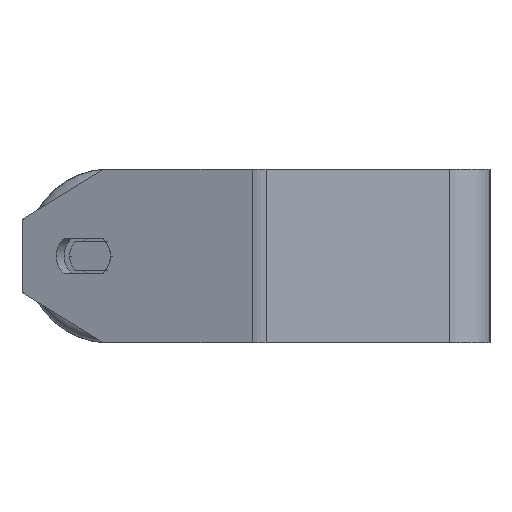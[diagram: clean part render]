
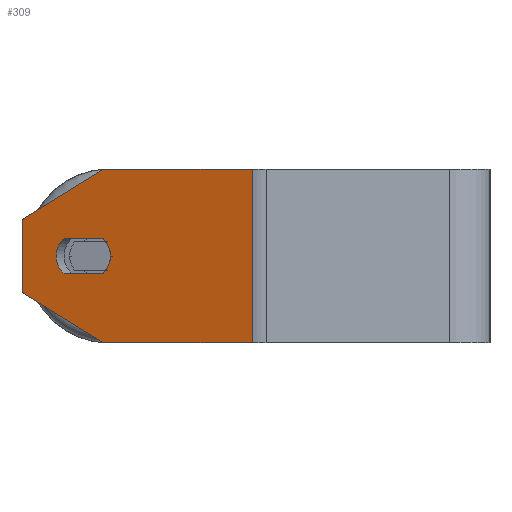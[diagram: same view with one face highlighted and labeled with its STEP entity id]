
A CAD part, left-side view. The second image highlights one B-rep face of the part: STEP entity #309.
In plain terms, the highlighted planar face has unit normal (-0.94, 0.342, 0).
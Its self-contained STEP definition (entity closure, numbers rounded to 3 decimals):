
#24 = LINE ( 'NONE', #702, #7239 ) ;
#216 = EDGE_CURVE ( 'NONE', #1697, #6350, #3153, .T. ) ;
#268 = CARTESIAN_POINT ( 'NONE',  ( -278.781, 138.084, 0. ) ) ;
#309 = ADVANCED_FACE ( 'NONE', ( #1559, #3401 ), #7287, .F. ) ;
#483 = LINE ( 'NONE', #3048, #5962 ) ;
#511 = CARTESIAN_POINT ( 'NONE',  ( -270.23, 161.576, 30. ) ) ;
#602 = VERTEX_POINT ( 'NONE', #8456 ) ;
#613 = ORIENTED_EDGE ( 'NONE', *, *, #6588, .F. ) ;
#632 = DIRECTION ( 'NONE',  ( -0.342, -0.94, 0. ) ) ;
#702 = CARTESIAN_POINT ( 'NONE',  ( -280.32, 133.855, 6. ) ) ;
#705 = DIRECTION ( 'NONE',  ( 0., 0., -1. ) ) ;
#947 = CARTESIAN_POINT ( 'NONE',  ( -270.23, 161.576, -30. ) ) ;
#986 = VERTEX_POINT ( 'NONE', #5700 ) ;
#1070 = DIRECTION ( 'NONE',  ( -0.342, -0.94, 0. ) ) ;
#1174 = DIRECTION ( 'NONE',  ( 0., 0., -1. ) ) ;
#1235 = LINE ( 'NONE', #511, #1461 ) ;
#1264 = CARTESIAN_POINT ( 'NONE',  ( -299.156, 82.105, 30. ) ) ;
#1354 = CARTESIAN_POINT ( 'NONE',  ( -280.32, 133.855, -6. ) ) ;
#1444 = CIRCLE ( 'NONE', #7467, 7.5 ) ;
#1461 = VECTOR ( 'NONE', #632, 1000. ) ;
#1465 = CIRCLE ( 'NONE', #3358, 7.5 ) ;
#1559 = FACE_BOUND ( 'NONE', #8140, .T. ) ;
#1568 = EDGE_CURVE ( 'NONE', #5642, #602, #1444, .T. ) ;
#1569 = DIRECTION ( 'NONE',  ( 0.342, 0.94, 0. ) ) ;
#1657 = ORIENTED_EDGE ( 'NONE', *, *, #216, .F. ) ;
#1697 = VERTEX_POINT ( 'NONE', #4780 ) ;
#1716 = EDGE_CURVE ( 'NONE', #7366, #7388, #7648, .T. ) ;
#1980 = EDGE_CURVE ( 'NONE', #3899, #986, #6648, .T. ) ;
#2209 = DIRECTION ( 'NONE',  ( 0.342, 0.94, 0. ) ) ;
#2213 = DIRECTION ( 'NONE',  ( 0.296, 0.814, -0.5 ) ) ;
#2419 = CARTESIAN_POINT ( 'NONE',  ( -299.156, 82.105, -30. ) ) ;
#2466 = LINE ( 'NONE', #7082, #3100 ) ;
#2549 = EDGE_CURVE ( 'NONE', #3274, #1697, #1235, .T. ) ;
#2933 = EDGE_CURVE ( 'NONE', #3274, #6474, #483, .T. ) ;
#3048 = CARTESIAN_POINT ( 'NONE',  ( -270.23, 161.576, 12.679 ) ) ;
#3065 = DIRECTION ( 'NONE',  ( -0.296, -0.814, -0.5 ) ) ;
#3098 = VECTOR ( 'NONE', #3065, 1000. ) ;
#3100 = VECTOR ( 'NONE', #1174, 1000. ) ;
#3153 = LINE ( 'NONE', #1264, #6354 ) ;
#3194 = EDGE_CURVE ( 'NONE', #986, #5787, #1465, .T. ) ;
#3274 = VERTEX_POINT ( 'NONE', #6259 ) ;
#3327 = CARTESIAN_POINT ( 'NONE',  ( -277.071, 142.782, 0. ) ) ;
#3358 = AXIS2_PLACEMENT_3D ( 'NONE', #268, #4836, #6719 ) ;
#3401 = FACE_OUTER_BOUND ( 'NONE', #4533, .T. ) ;
#3407 = DIRECTION ( 'NONE',  ( -0.342, -0.94, 0. ) ) ;
#3428 = DIRECTION ( 'NONE',  ( -0.342, -0.94, 0. ) ) ;
#3561 = ORIENTED_EDGE ( 'NONE', *, *, #1716, .T. ) ;
#3789 = VECTOR ( 'NONE', #3407, 1000. ) ;
#3899 = VERTEX_POINT ( 'NONE', #1354 ) ;
#3968 = VECTOR ( 'NONE', #3428, 1000. ) ;
#4174 = EDGE_CURVE ( 'NONE', #6474, #7366, #2466, .T. ) ;
#4287 = CARTESIAN_POINT ( 'NONE',  ( -275.532, 147.011, 6. ) ) ;
#4533 = EDGE_LOOP ( 'NONE', ( #5158, #3561, #5857, #1657, #5600, #7579 ) ) ;
#4602 = AXIS2_PLACEMENT_3D ( 'NONE', #6310, #5621, #1070 ) ;
#4650 = LINE ( 'NONE', #6582, #3789 ) ;
#4661 = EDGE_CURVE ( 'NONE', #602, #3899, #4650, .T. ) ;
#4780 = CARTESIAN_POINT ( 'NONE',  ( -299.156, 82.105, 30. ) ) ;
#4836 = DIRECTION ( 'NONE',  ( -0.94, 0.342, 0. ) ) ;
#5158 = ORIENTED_EDGE ( 'NONE', *, *, #4174, .T. ) ;
#5260 = CARTESIAN_POINT ( 'NONE',  ( -270.23, 161.576, -12.679 ) ) ;
#5327 = DIRECTION ( 'NONE',  ( 0.342, 0.94, 0. ) ) ;
#5405 = ORIENTED_EDGE ( 'NONE', *, *, #4661, .F. ) ;
#5478 = ORIENTED_EDGE ( 'NONE', *, *, #1568, .F. ) ;
#5600 = ORIENTED_EDGE ( 'NONE', *, *, #2549, .F. ) ;
#5621 = DIRECTION ( 'NONE',  ( -0.94, 0.342, 0. ) ) ;
#5642 = VERTEX_POINT ( 'NONE', #4287 ) ;
#5669 = CARTESIAN_POINT ( 'NONE',  ( -270.23, 161.576, 12.679 ) ) ;
#5675 = CARTESIAN_POINT ( 'NONE',  ( -280.491, 133.386, -30. ) ) ;
#5700 = CARTESIAN_POINT ( 'NONE',  ( -281.346, 131.036, 0. ) ) ;
#5787 = VERTEX_POINT ( 'NONE', #5833 ) ;
#5833 = CARTESIAN_POINT ( 'NONE',  ( -280.32, 133.855, 6. ) ) ;
#5857 = ORIENTED_EDGE ( 'NONE', *, *, #7134, .T. ) ;
#5939 = DIRECTION ( 'NONE',  ( -0.94, 0.342, 0. ) ) ;
#5962 = VECTOR ( 'NONE', #2213, 1000. ) ;
#6259 = CARTESIAN_POINT ( 'NONE',  ( -280.491, 133.386, 30. ) ) ;
#6310 = CARTESIAN_POINT ( 'NONE',  ( -278.781, 138.084, 0. ) ) ;
#6350 = VERTEX_POINT ( 'NONE', #2419 ) ;
#6354 = VECTOR ( 'NONE', #705, 1000. ) ;
#6472 = CARTESIAN_POINT ( 'NONE',  ( -280.491, 133.386, -30. ) ) ;
#6474 = VERTEX_POINT ( 'NONE', #5669 ) ;
#6582 = CARTESIAN_POINT ( 'NONE',  ( -280.32, 133.855, -6. ) ) ;
#6588 = EDGE_CURVE ( 'NONE', #5787, #5642, #24, .T. ) ;
#6648 = CIRCLE ( 'NONE', #4602, 7.5 ) ;
#6719 = DIRECTION ( 'NONE',  ( -0.342, -0.94, 0. ) ) ;
#7082 = CARTESIAN_POINT ( 'NONE',  ( -270.23, 161.576, 30. ) ) ;
#7134 = EDGE_CURVE ( 'NONE', #7388, #6350, #8057, .T. ) ;
#7239 = VECTOR ( 'NONE', #5327, 1000. ) ;
#7287 = PLANE ( 'NONE',  #7444 ) ;
#7332 = DIRECTION ( 'NONE',  ( 0.94, -0.342, 0. ) ) ;
#7366 = VERTEX_POINT ( 'NONE', #5260 ) ;
#7388 = VERTEX_POINT ( 'NONE', #6472 ) ;
#7444 = AXIS2_PLACEMENT_3D ( 'NONE', #8117, #7332, #2209 ) ;
#7467 = AXIS2_PLACEMENT_3D ( 'NONE', #3327, #5939, #1569 ) ;
#7579 = ORIENTED_EDGE ( 'NONE', *, *, #2933, .T. ) ;
#7648 = LINE ( 'NONE', #5675, #3098 ) ;
#8057 = LINE ( 'NONE', #947, #3968 ) ;
#8117 = CARTESIAN_POINT ( 'NONE',  ( -270.23, 161.576, 30. ) ) ;
#8121 = ORIENTED_EDGE ( 'NONE', *, *, #3194, .F. ) ;
#8140 = EDGE_LOOP ( 'NONE', ( #5405, #5478, #613, #8121, #8454 ) ) ;
#8454 = ORIENTED_EDGE ( 'NONE', *, *, #1980, .F. ) ;
#8456 = CARTESIAN_POINT ( 'NONE',  ( -275.532, 147.011, -6. ) ) ;
